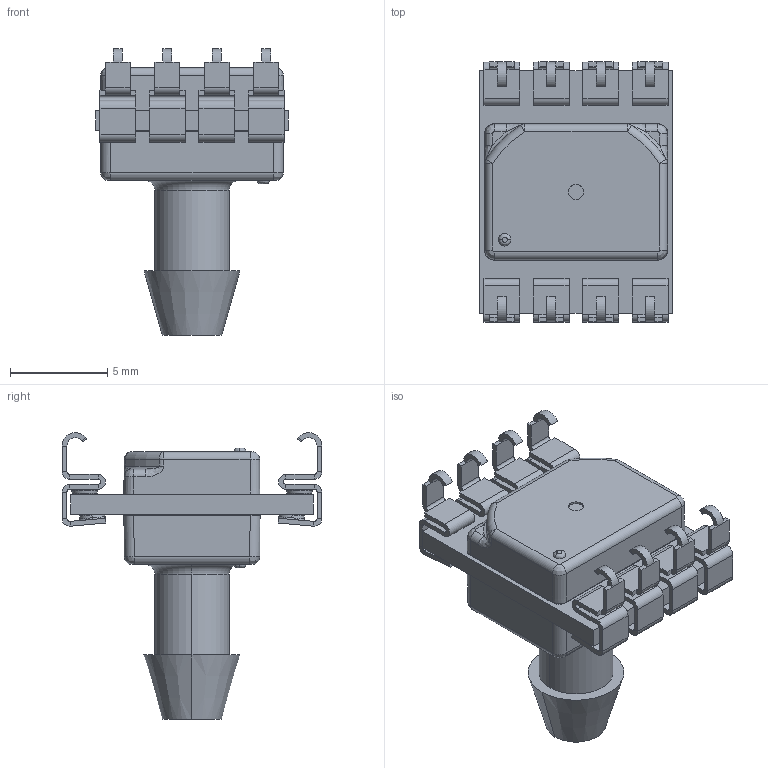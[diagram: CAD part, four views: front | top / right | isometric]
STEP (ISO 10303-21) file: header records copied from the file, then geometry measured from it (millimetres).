
FILE_DESCRIPTION((''),'2;1');
FILE_NAME('50039312-001_SW0001','2010-02-24T',('E445352'),(''),'PRO/ENGINEER BY PARAMETRIC TECHNOLOGY CORPORATION, 2008250','PRO/ENGINEER BY PARAMETRIC TECHNOLOGY CORPORATION, 2008250','');
FILE_SCHEMA(('CONFIG_CONTROL_DESIGN'));
Length unit declared in the file: millimetre
Products named in the file (1): 50039312-001_SW0001
Bounding box: 9.91 x 13.35 x 14.72 mm (x, y, z)
Volume: 548.2 mm3; surface area: 874.7 mm2
Topology: 1 solids, 1 shells, 701 faces, 1570 edges, 896 vertices
Faces by surface type: plane 377, cylinder 112, torus 86, cone 70, bspline 52, sphere 4
Entity records: 21021 total; most frequent: CARTESIAN_POINT 5488, DIRECTION 3375, ORIENTED_EDGE 3140, EDGE_CURVE 1570, AXIS2_PLACEMENT_3D 1273, VERTEX_POINT 896, VECTOR 829, LINE 829
